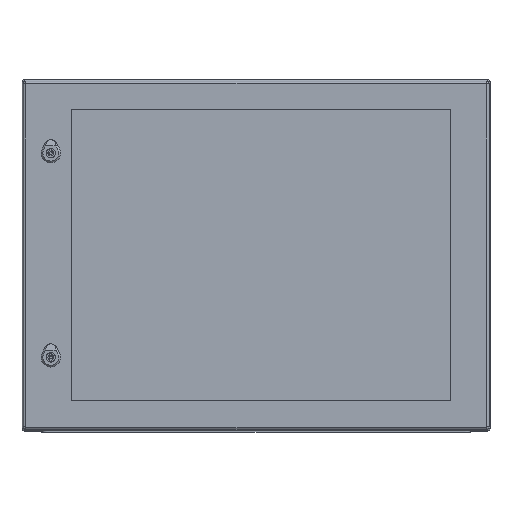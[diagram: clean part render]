
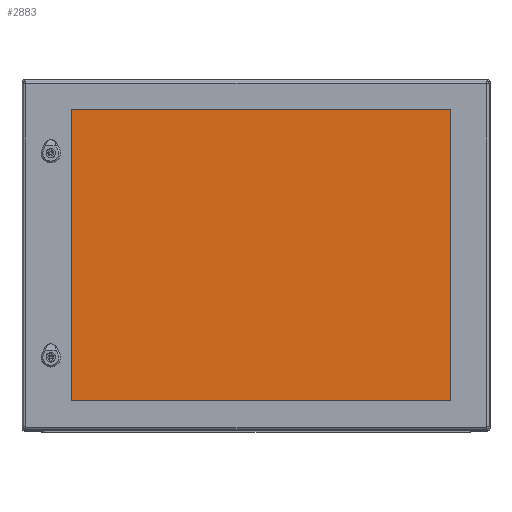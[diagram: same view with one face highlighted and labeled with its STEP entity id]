
A CAD part, top view. The second image highlights one B-rep face of the part: STEP entity #2883.
In plain terms, the highlighted face is planar.
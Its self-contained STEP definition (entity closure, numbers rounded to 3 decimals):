
#2883=ADVANCED_FACE('',(#3578),#3138,.F.);
#3138=PLANE('',#11412);
#3578=FACE_OUTER_BOUND('',#4290,.T.);
#4290=EDGE_LOOP('',(#6829,#6830,#6831,#6832));
#6829=ORIENTED_EDGE('',*,*,#8929,.F.);
#6830=ORIENTED_EDGE('',*,*,#8939,.F.);
#6831=ORIENTED_EDGE('',*,*,#8936,.F.);
#6832=ORIENTED_EDGE('',*,*,#8933,.F.);
#7662=VERTEX_POINT('',#17386);
#7663=VERTEX_POINT('',#17387);
#7666=VERTEX_POINT('',#17395);
#7668=VERTEX_POINT('',#17401);
#8929=EDGE_CURVE('',#7662,#7663,#9671,.T.);
#8933=EDGE_CURVE('',#7663,#7666,#9675,.T.);
#8936=EDGE_CURVE('',#7666,#7668,#9678,.T.);
#8939=EDGE_CURVE('',#7668,#7662,#9681,.T.);
#9671=LINE('',#17385,#10413);
#9675=LINE('',#17394,#10417);
#9678=LINE('',#17400,#10420);
#9681=LINE('',#17406,#10423);
#10413=VECTOR('',#14115,1.);
#10417=VECTOR('',#14121,1.);
#10420=VECTOR('',#14126,1.);
#10423=VECTOR('',#14131,1.);
#11412=AXIS2_PLACEMENT_3D('',#17410,#14137,#14138);
#14115=DIRECTION('',(0.,-1.,0.));
#14121=DIRECTION('',(1.,0.,0.));
#14126=DIRECTION('',(0.,1.,0.));
#14131=DIRECTION('',(-1.,0.,0.));
#14137=DIRECTION('',(0.,0.,1.));
#14138=DIRECTION('',(1.,0.,0.));
#17385=CARTESIAN_POINT('',(-340.2,264.2,0.));
#17386=CARTESIAN_POINT('',(-340.2,264.2,0.));
#17387=CARTESIAN_POINT('',(-340.2,-264.2,0.));
#17394=CARTESIAN_POINT('',(-340.2,-264.2,0.));
#17395=CARTESIAN_POINT('',(340.2,-264.2,0.));
#17400=CARTESIAN_POINT('',(340.2,-264.2,0.));
#17401=CARTESIAN_POINT('',(340.2,264.2,0.));
#17406=CARTESIAN_POINT('',(340.2,264.2,0.));
#17410=CARTESIAN_POINT('',(0.,0.,0.));
